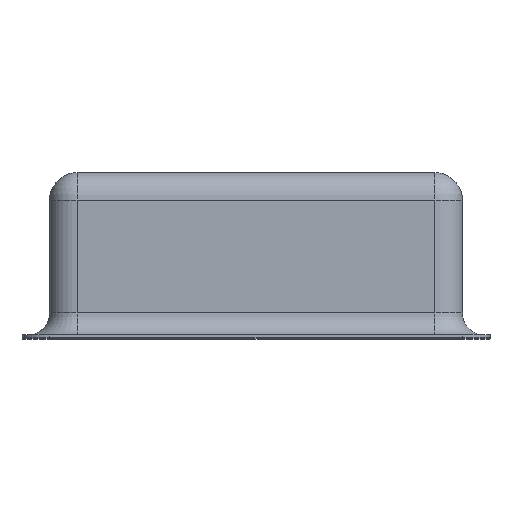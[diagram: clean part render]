
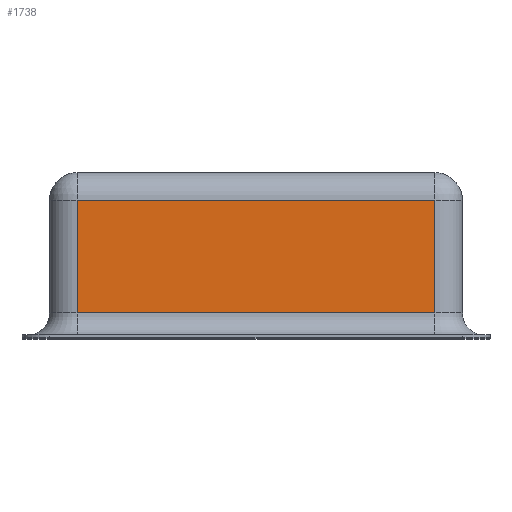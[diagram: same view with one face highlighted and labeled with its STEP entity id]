
A CAD part, top view. The second image highlights one B-rep face of the part: STEP entity #1738.
In plain terms, the highlighted planar face has unit normal (0, 0, 1).
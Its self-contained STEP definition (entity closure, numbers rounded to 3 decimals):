
#16 = LINE ( 'NONE', #165, #833 ) ;
#87 = FACE_OUTER_BOUND ( 'NONE', #1905, .T. ) ;
#165 = CARTESIAN_POINT ( 'NONE',  ( -0.65, 0., 1.6 ) ) ;
#209 = CARTESIAN_POINT ( 'NONE',  ( -0.65, 0.09, 1.6 ) ) ;
#402 = EDGE_CURVE ( 'NONE', #2029, #615, #1836, .T. ) ;
#496 = CARTESIAN_POINT ( 'NONE',  ( 0.65, 0.09, 1.6 ) ) ;
#535 = ORIENTED_EDGE ( 'NONE', *, *, #835, .T. ) ;
#566 = LINE ( 'NONE', #1814, #600 ) ;
#573 = DIRECTION ( 'NONE',  ( 1., 0., 0. ) ) ;
#600 = VECTOR ( 'NONE', #1515, 1000. ) ;
#615 = VERTEX_POINT ( 'NONE', #1741 ) ;
#721 = CARTESIAN_POINT ( 'NONE',  ( -0.65, 0.5, 1.6 ) ) ;
#833 = VECTOR ( 'NONE', #1946, 1000. ) ;
#835 = EDGE_CURVE ( 'NONE', #615, #1471, #566, .T. ) ;
#879 = ORIENTED_EDGE ( 'NONE', *, *, #402, .T. ) ;
#940 = CARTESIAN_POINT ( 'NONE',  ( -0.65, 0.5, 1.6 ) ) ;
#976 = VECTOR ( 'NONE', #1333, 1000. ) ;
#1141 = EDGE_CURVE ( 'NONE', #1471, #1549, #16, .T. ) ;
#1145 = CARTESIAN_POINT ( 'NONE',  ( -0.65, 0.09, 1.6 ) ) ;
#1205 = AXIS2_PLACEMENT_3D ( 'NONE', #721, #1998, #573 ) ;
#1291 = ORIENTED_EDGE ( 'NONE', *, *, #1141, .T. ) ;
#1333 = DIRECTION ( 'NONE',  ( 0., 1., 0. ) ) ;
#1345 = PLANE ( 'NONE',  #1205 ) ;
#1471 = VERTEX_POINT ( 'NONE', #940 ) ;
#1481 = ORIENTED_EDGE ( 'NONE', *, *, #1524, .T. ) ;
#1495 = CARTESIAN_POINT ( 'NONE',  ( 0.65, 0.5, 1.6 ) ) ;
#1515 = DIRECTION ( 'NONE',  ( -1., 0., 0. ) ) ;
#1524 = EDGE_CURVE ( 'NONE', #1549, #2029, #1746, .T. ) ;
#1549 = VERTEX_POINT ( 'NONE', #209 ) ;
#1738 = ADVANCED_FACE ( 'NONE', ( #87 ), #1345, .T. ) ;
#1741 = CARTESIAN_POINT ( 'NONE',  ( 0.65, 0.5, 1.6 ) ) ;
#1746 = LINE ( 'NONE', #1145, #2065 ) ;
#1814 = CARTESIAN_POINT ( 'NONE',  ( -0.65, 0.5, 1.6 ) ) ;
#1836 = LINE ( 'NONE', #1495, #976 ) ;
#1905 = EDGE_LOOP ( 'NONE', ( #1291, #1481, #879, #535 ) ) ;
#1943 = DIRECTION ( 'NONE',  ( 1., 0., 0. ) ) ;
#1946 = DIRECTION ( 'NONE',  ( 0., -1., 0. ) ) ;
#1998 = DIRECTION ( 'NONE',  ( 0., 0., 1. ) ) ;
#2029 = VERTEX_POINT ( 'NONE', #496 ) ;
#2065 = VECTOR ( 'NONE', #1943, 1000. ) ;
